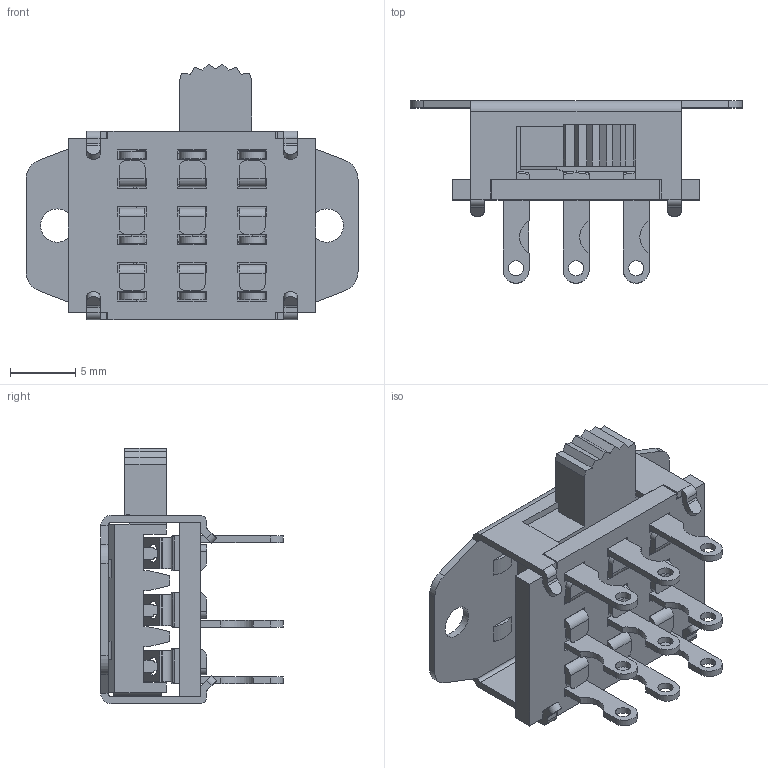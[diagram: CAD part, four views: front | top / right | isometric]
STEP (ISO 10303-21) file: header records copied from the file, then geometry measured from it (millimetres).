
FILE_DESCRIPTION(/* description */ (''),/* implementation_level */ '2;1');
FILE_NAME(/* name */ 'GF-165-0000_3D Model.stp',/* time_stamp */ '2023-10-02T10:22:37-04:00',/* author */ ('dwiltbank'),/* organization */ (''),/* preprocessor_version */ 'ST-DEVELOPER v19.2',/* originating_system */ 'Autodesk Inventor 2024',/* authorisation */ '');
FILE_SCHEMA (('AUTOMOTIVE_DESIGN { 1 0 10303 214 3 1 1 }'));
Length unit declared in the file: inch
Products named in the file (1): GF-165-0000_Simplify
Bounding box: 25.4 x 13.96 x 19.56 mm (x, y, z)
Volume: 1307.1 mm3; surface area: 3340.8 mm2
Topology: 1 solids, 1 shells, 709 faces, 2220 edges, 1442 vertices
Faces by surface type: plane 475, cylinder 234
Full cylindrical faces by diameter (mm): 1.168 x9, 1.6 x6, 2.54 x2
Entity records: 25662 total; most frequent: CARTESIAN_POINT 4558, ORIENTED_EDGE 4440, DIRECTION 4081, EDGE_CURVE 2220, LINE 1711, VECTOR 1711, VERTEX_POINT 1442, AXIS2_PLACEMENT_3D 1185
